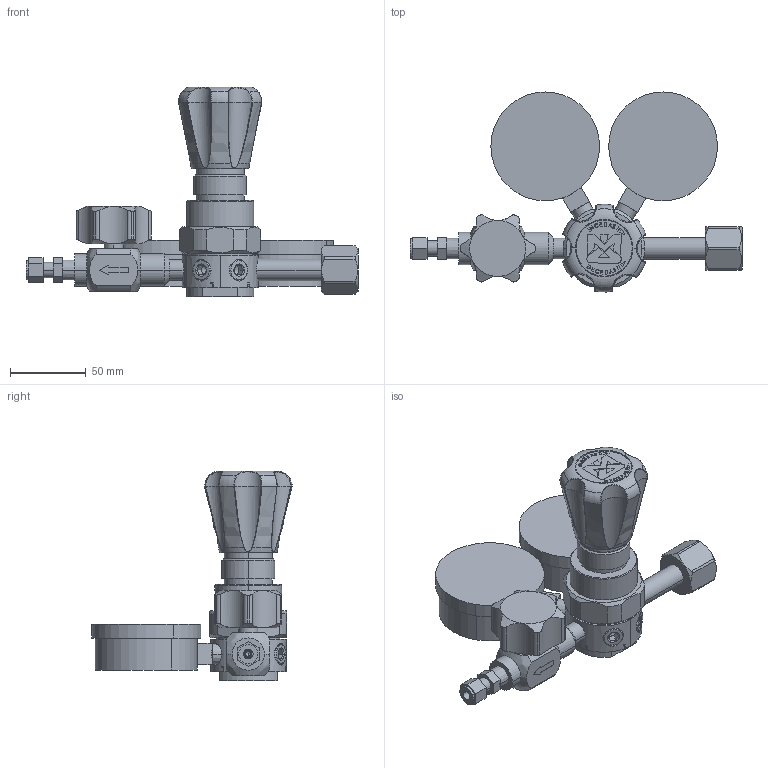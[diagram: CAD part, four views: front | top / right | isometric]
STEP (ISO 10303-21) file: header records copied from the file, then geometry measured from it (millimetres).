
FILE_DESCRIPTION((''),'2;1');
FILE_NAME('M3539A-350_ASM','2019-02-25T',('dlachman'),('MATHESON TRI-GAS'),'CREO PARAMETRIC BY PTC INC, 2018220','CREO PARAMETRIC BY PTC INC, 2018220','');
FILE_SCHEMA(('CONFIG_CONTROL_DESIGN'));
Products named in the file (7): MREG-6028-BA; MCNN-0262-BA; MVLV-0820-BA; MCON-0213-BO; MGAG-0036-BA; MGAG-0098-BA; M3539A-350_ASM
Assembly tree (6 placements, depth 2):
  M3539A-350_ASM
    MREG-6028-BA
    MCNN-0262-BA
    MVLV-0820-BA
    MCON-0213-BO
    MGAG-0036-BA
    MGAG-0098-BA
Bounding box: 219.33 x 132.31 x 138.73 mm (x, y, z)
Volume: 486238.3 mm3; surface area: 115800.8 mm2
Topology: 8 solids, 9 shells, 1137 faces, 2909 edges, 1846 vertices
Faces by surface type: plane 465, cylinder 252, cone 152, bspline 116, torus 82, extrusion 70
Entity records: 54147 total; most frequent: CARTESIAN_POINT 27664, ORIENTED_EDGE 5762, DIRECTION 4959, EDGE_CURVE 2881, VERTEX_POINT 1846, AXIS2_PLACEMENT_3D 1773, VECTOR 1413, LINE 1343
